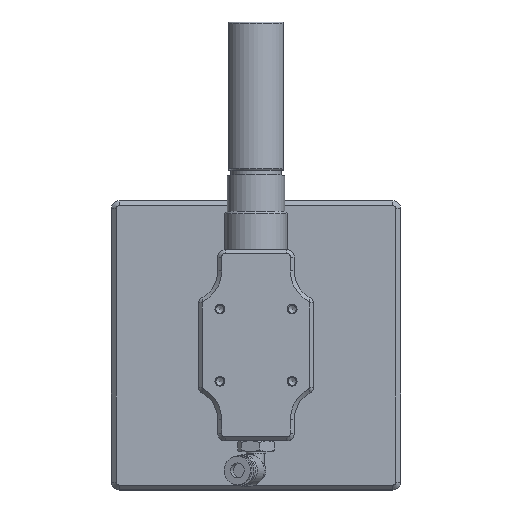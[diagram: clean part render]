
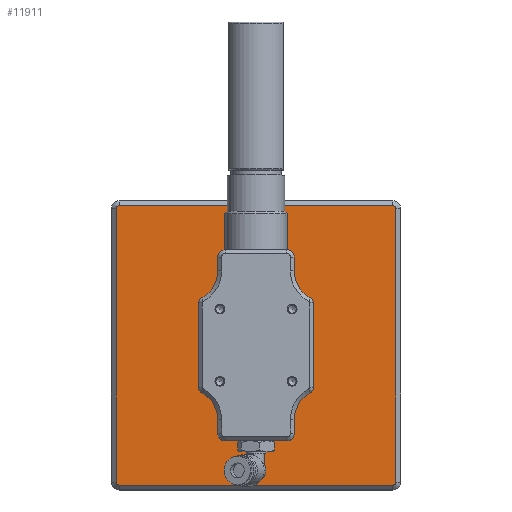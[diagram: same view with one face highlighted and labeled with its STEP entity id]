
A CAD part, top view. The second image highlights one B-rep face of the part: STEP entity #11911.
In plain terms, the highlighted planar face has unit normal (0, 0, 1).
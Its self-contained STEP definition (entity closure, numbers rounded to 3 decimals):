
#402=LINE('',#14940,#1078);
#403=LINE('',#14946,#1079);
#412=LINE('',#14984,#1088);
#413=LINE('',#15006,#1089);
#414=LINE('',#15008,#1090);
#415=LINE('',#15010,#1091);
#416=LINE('',#15071,#1092);
#417=LINE('',#15075,#1093);
#418=LINE('',#15079,#1094);
#419=LINE('',#15083,#1095);
#1078=VECTOR('',#13154,1000.);
#1079=VECTOR('',#13161,1000.);
#1088=VECTOR('',#13186,1000.);
#1089=VECTOR('',#13195,1000.);
#1090=VECTOR('',#13198,1000.);
#1091=VECTOR('',#13201,1000.);
#1092=VECTOR('',#13282,1000.);
#1093=VECTOR('',#13285,1000.);
#1094=VECTOR('',#13288,1000.);
#1095=VECTOR('',#13291,1000.);
#2428=ORIENTED_EDGE('',*,*,#4845,.F.);
#2429=ORIENTED_EDGE('',*,*,#4736,.T.);
#2430=ORIENTED_EDGE('',*,*,#4846,.F.);
#2431=ORIENTED_EDGE('',*,*,#4810,.T.);
#2432=ORIENTED_EDGE('',*,*,#4802,.T.);
#2433=ORIENTED_EDGE('',*,*,#4822,.F.);
#2434=ORIENTED_EDGE('',*,*,#4799,.T.);
#2435=ORIENTED_EDGE('',*,*,#4812,.T.);
#2436=ORIENTED_EDGE('',*,*,#4839,.F.);
#2437=ORIENTED_EDGE('',*,*,#4861,.T.);
#2438=ORIENTED_EDGE('',*,*,#4844,.F.);
#2439=ORIENTED_EDGE('',*,*,#4814,.T.);
#2440=ORIENTED_EDGE('',*,*,#4805,.T.);
#2441=ORIENTED_EDGE('',*,*,#4825,.F.);
#2442=ORIENTED_EDGE('',*,*,#4808,.T.);
#2443=ORIENTED_EDGE('',*,*,#4816,.T.);
#2444=ORIENTED_EDGE('',*,*,#4862,.T.);
#2445=ORIENTED_EDGE('',*,*,#4863,.T.);
#2446=ORIENTED_EDGE('',*,*,#4864,.T.);
#2447=ORIENTED_EDGE('',*,*,#4865,.T.);
#2448=ORIENTED_EDGE('',*,*,#4866,.T.);
#2449=ORIENTED_EDGE('',*,*,#4867,.T.);
#2450=ORIENTED_EDGE('',*,*,#4868,.T.);
#2451=ORIENTED_EDGE('',*,*,#4869,.T.);
#4736=EDGE_CURVE('',#6006,#6011,#6877,.T.);
#4799=EDGE_CURVE('',#6052,#6053,#6902,.T.);
#4802=EDGE_CURVE('',#6054,#6055,#6903,.T.);
#4805=EDGE_CURVE('',#6056,#6057,#6904,.T.);
#4808=EDGE_CURVE('',#6058,#6059,#6905,.T.);
#4810=EDGE_CURVE('',#6060,#6054,#6906,.T.);
#4812=EDGE_CURVE('',#6053,#6061,#6907,.T.);
#4814=EDGE_CURVE('',#6062,#6056,#6908,.T.);
#4816=EDGE_CURVE('',#6059,#6063,#6909,.T.);
#4822=EDGE_CURVE('',#6052,#6055,#402,.T.);
#4825=EDGE_CURVE('',#6058,#6057,#403,.T.);
#4839=EDGE_CURVE('',#6077,#6061,#412,.T.);
#4844=EDGE_CURVE('',#6062,#6080,#413,.T.);
#4845=EDGE_CURVE('',#6006,#6063,#414,.T.);
#4846=EDGE_CURVE('',#6060,#6011,#415,.T.);
#4861=EDGE_CURVE('',#6077,#6080,#6936,.T.);
#4862=EDGE_CURVE('',#6099,#6100,#6937,.T.);
#4863=EDGE_CURVE('',#6100,#6101,#416,.T.);
#4864=EDGE_CURVE('',#6101,#6102,#6938,.T.);
#4865=EDGE_CURVE('',#6102,#6103,#417,.T.);
#4866=EDGE_CURVE('',#6103,#6104,#6939,.T.);
#4867=EDGE_CURVE('',#6104,#6105,#418,.T.);
#4868=EDGE_CURVE('',#6105,#6106,#6940,.T.);
#4869=EDGE_CURVE('',#6106,#6099,#419,.T.);
#6006=VERTEX_POINT('',#14738);
#6011=VERTEX_POINT('',#14765);
#6052=VERTEX_POINT('',#14889);
#6053=VERTEX_POINT('',#14891);
#6054=VERTEX_POINT('',#14895);
#6055=VERTEX_POINT('',#14897);
#6056=VERTEX_POINT('',#14901);
#6057=VERTEX_POINT('',#14903);
#6058=VERTEX_POINT('',#14907);
#6059=VERTEX_POINT('',#14909);
#6060=VERTEX_POINT('',#14913);
#6061=VERTEX_POINT('',#14917);
#6062=VERTEX_POINT('',#14921);
#6063=VERTEX_POINT('',#14925);
#6077=VERTEX_POINT('',#14983);
#6080=VERTEX_POINT('',#15005);
#6099=VERTEX_POINT('',#15069);
#6100=VERTEX_POINT('',#15070);
#6101=VERTEX_POINT('',#15072);
#6102=VERTEX_POINT('',#15074);
#6103=VERTEX_POINT('',#15076);
#6104=VERTEX_POINT('',#15078);
#6105=VERTEX_POINT('',#15080);
#6106=VERTEX_POINT('',#15082);
#6877=CIRCLE('',#12412,38.412);
#6902=CIRCLE('',#12458,2.381);
#6903=CIRCLE('',#12460,2.381);
#6904=CIRCLE('',#12462,2.381);
#6905=CIRCLE('',#12464,2.381);
#6906=CIRCLE('',#12466,12.7);
#6907=CIRCLE('',#12468,12.7);
#6908=CIRCLE('',#12470,12.7);
#6909=CIRCLE('',#12472,12.7);
#6936=CIRCLE('',#12530,38.412);
#6937=CIRCLE('',#12537,1.175);
#6938=CIRCLE('',#12538,1.175);
#6939=CIRCLE('',#12539,1.175);
#6940=CIRCLE('',#12540,1.175);
#7157=EDGE_LOOP('',(#2428,#2429,#2430,#2431,#2432,#2433,#2434,#2435,#2436,
#2437,#2438,#2439,#2440,#2441,#2442,#2443));
#7158=EDGE_LOOP('',(#2444,#2445,#2446,#2447,#2448,#2449,#2450,#2451));
#7779=FACE_BOUND('',#7157,.T.);
#7780=FACE_BOUND('',#7158,.T.);
#8327=PLANE('',#12536);
#11911=ADVANCED_FACE('',(#7779,#7780),#8327,.T.);
#12412=AXIS2_PLACEMENT_3D('',#14766,#12968,#12969);
#12458=AXIS2_PLACEMENT_3D('',#14892,#13098,#13099);
#12460=AXIS2_PLACEMENT_3D('',#14898,#13104,#13105);
#12462=AXIS2_PLACEMENT_3D('',#14904,#13110,#13111);
#12464=AXIS2_PLACEMENT_3D('',#14910,#13116,#13117);
#12466=AXIS2_PLACEMENT_3D('',#14914,#13121,#13122);
#12468=AXIS2_PLACEMENT_3D('',#14918,#13126,#13127);
#12470=AXIS2_PLACEMENT_3D('',#14922,#13131,#13132);
#12472=AXIS2_PLACEMENT_3D('',#14926,#13136,#13137);
#12530=AXIS2_PLACEMENT_3D('',#15061,#13266,#13267);
#12536=AXIS2_PLACEMENT_3D('',#15067,#13278,#13279);
#12537=AXIS2_PLACEMENT_3D('',#15068,#13280,#13281);
#12538=AXIS2_PLACEMENT_3D('',#15073,#13283,#13284);
#12539=AXIS2_PLACEMENT_3D('',#15077,#13286,#13287);
#12540=AXIS2_PLACEMENT_3D('',#15081,#13289,#13290);
#12968=DIRECTION('',(0.,0.,-1.));
#12969=DIRECTION('',(0.,1.,0.));
#13098=DIRECTION('',(0.,0.,-1.));
#13099=DIRECTION('',(0.,-1.,0.));
#13104=DIRECTION('',(0.,0.,-1.));
#13105=DIRECTION('',(0.,-1.,0.));
#13110=DIRECTION('',(0.,0.,-1.));
#13111=DIRECTION('',(0.,-1.,0.));
#13116=DIRECTION('',(0.,0.,-1.));
#13117=DIRECTION('',(0.,-1.,0.));
#13121=DIRECTION('',(0.,0.,1.));
#13122=DIRECTION('',(0.,-1.,0.));
#13126=DIRECTION('',(0.,0.,1.));
#13127=DIRECTION('',(0.,-1.,0.));
#13131=DIRECTION('',(0.,0.,1.));
#13132=DIRECTION('',(0.,-1.,0.));
#13136=DIRECTION('',(0.,0.,1.));
#13137=DIRECTION('',(0.,-1.,0.));
#13154=DIRECTION('',(0.,1.,0.));
#13161=DIRECTION('',(0.,-1.,0.));
#13186=DIRECTION('',(0.,1.,0.));
#13195=DIRECTION('',(0.,-1.,0.));
#13198=DIRECTION('',(0.,-1.,0.));
#13201=DIRECTION('',(0.,1.,0.));
#13266=DIRECTION('',(0.,0.,-1.));
#13267=DIRECTION('',(0.,1.,0.));
#13278=DIRECTION('',(0.,0.,1.));
#13279=DIRECTION('',(0.,1.,0.));
#13280=DIRECTION('',(0.,0.,1.));
#13281=DIRECTION('',(0.,1.,0.));
#13282=DIRECTION('',(0.,1.,0.));
#13283=DIRECTION('',(0.,0.,1.));
#13284=DIRECTION('',(0.,1.,0.));
#13285=DIRECTION('',(-1.,0.,0.));
#13286=DIRECTION('',(0.,0.,1.));
#13287=DIRECTION('',(0.,1.,0.));
#13288=DIRECTION('',(0.,-1.,0.));
#13289=DIRECTION('',(0.,0.,1.));
#13290=DIRECTION('',(0.,1.,0.));
#13291=DIRECTION('',(1.,0.,0.));
#14738=CARTESIAN_POINT('',(-15.875,34.979,0.));
#14765=CARTESIAN_POINT('',(15.875,34.979,0.));
#14766=CARTESIAN_POINT('',(0.,0.,0.));
#14889=CARTESIAN_POINT('',(23.813,-17.541,0.));
#14891=CARTESIAN_POINT('',(22.559,-19.638,0.));
#14892=CARTESIAN_POINT('',(21.431,-17.541,0.));
#14895=CARTESIAN_POINT('',(22.559,19.638,0.));
#14897=CARTESIAN_POINT('',(23.813,17.541,0.));
#14898=CARTESIAN_POINT('',(21.431,17.541,0.));
#14901=CARTESIAN_POINT('',(-22.559,-19.638,0.));
#14903=CARTESIAN_POINT('',(-23.813,-17.541,0.));
#14904=CARTESIAN_POINT('',(-21.431,-17.541,0.));
#14907=CARTESIAN_POINT('',(-23.813,17.541,0.));
#14909=CARTESIAN_POINT('',(-22.559,19.638,0.));
#14910=CARTESIAN_POINT('',(-21.431,17.541,0.));
#14913=CARTESIAN_POINT('',(15.875,30.823,0.));
#14914=CARTESIAN_POINT('',(28.575,30.823,0.));
#14917=CARTESIAN_POINT('',(15.875,-30.823,0.));
#14918=CARTESIAN_POINT('',(28.575,-30.823,0.));
#14921=CARTESIAN_POINT('',(-15.875,-30.823,0.));
#14922=CARTESIAN_POINT('',(-28.575,-30.823,0.));
#14925=CARTESIAN_POINT('',(-15.875,30.823,0.));
#14926=CARTESIAN_POINT('',(-28.575,30.823,0.));
#14940=CARTESIAN_POINT('',(23.813,19.05,0.));
#14946=CARTESIAN_POINT('',(-23.813,19.05,0.));
#14983=CARTESIAN_POINT('',(15.875,-34.979,0.));
#14984=CARTESIAN_POINT('',(15.875,-39.688,0.));
#15005=CARTESIAN_POINT('',(-15.875,-34.979,0.));
#15006=CARTESIAN_POINT('',(-15.875,-39.688,0.));
#15008=CARTESIAN_POINT('',(-15.875,39.688,0.));
#15010=CARTESIAN_POINT('',(15.875,39.688,0.));
#15061=CARTESIAN_POINT('',(0.,0.,0.));
#15067=CARTESIAN_POINT('',(-60.,60.,0.));
#15068=CARTESIAN_POINT('',(56.825,-56.825,0.));
#15069=CARTESIAN_POINT('',(56.825,-58.,0.));
#15070=CARTESIAN_POINT('',(58.,-56.825,0.));
#15071=CARTESIAN_POINT('',(58.,56.825,0.));
#15072=CARTESIAN_POINT('',(58.,56.825,0.));
#15073=CARTESIAN_POINT('',(56.825,56.825,0.));
#15074=CARTESIAN_POINT('',(56.825,58.,0.));
#15075=CARTESIAN_POINT('',(-56.825,58.,0.));
#15076=CARTESIAN_POINT('',(-56.825,58.,0.));
#15077=CARTESIAN_POINT('',(-56.825,56.825,0.));
#15078=CARTESIAN_POINT('',(-58.,56.825,0.));
#15079=CARTESIAN_POINT('',(-58.,-56.825,0.));
#15080=CARTESIAN_POINT('',(-58.,-56.825,0.));
#15081=CARTESIAN_POINT('',(-56.825,-56.825,0.));
#15082=CARTESIAN_POINT('',(-56.825,-58.,0.));
#15083=CARTESIAN_POINT('',(56.825,-58.,0.));
